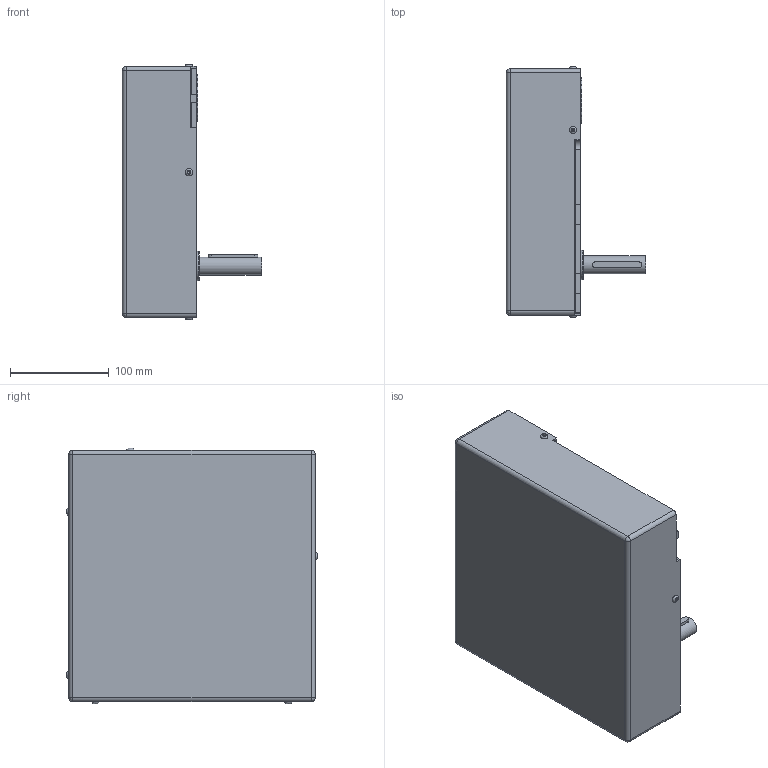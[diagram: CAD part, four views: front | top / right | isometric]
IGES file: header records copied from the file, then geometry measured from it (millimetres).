
Global section: file name: 906003LS.stp.ipt; native system: Autodesk Inventor 2014; preprocessor: unknown; author: zeman; date: 20151016.131635; units: millimetre
Bounding box: 141 x 253.4 x 258.4 mm (x, y, z)
Volume: 1281178.8 mm3; surface area: 510214.6 mm2
Topology: 23 solids, 23 shells, 1059 faces, 2995 edges, 1987 vertices
Faces by surface type: plane 406, cylinder 398, revolution 202, cone 22, bspline 20, sphere 11
Full cylindrical faces by diameter (mm): 4 x6, 7.6 x6, 8 x2, 13 x2, 18 x2, 27.5 x2, 28.64 x2, 30 x1, 38 x2, 43 x4, 47 x1
